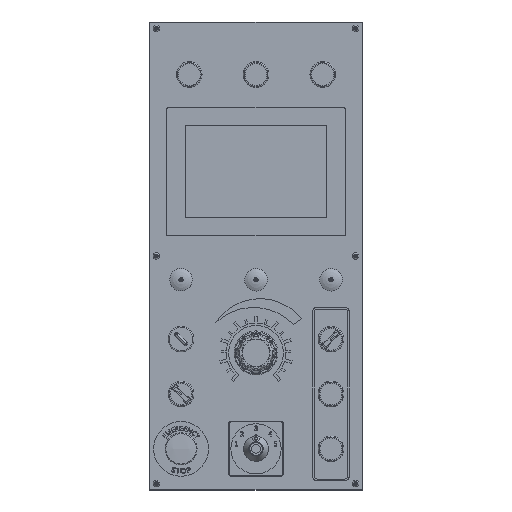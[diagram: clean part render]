
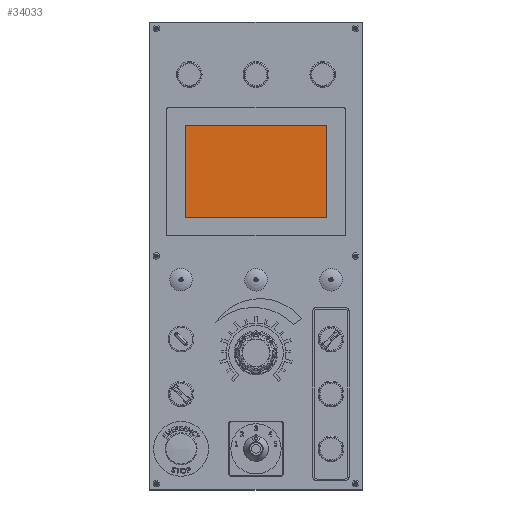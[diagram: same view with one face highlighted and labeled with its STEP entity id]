
A CAD part, top view. The second image highlights one B-rep face of the part: STEP entity #34033.
In plain terms, the highlighted planar face has unit normal (0, 0, 1).
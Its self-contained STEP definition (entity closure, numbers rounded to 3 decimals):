
#221 = CIRCLE ( 'NONE', #18426, 1. ) ;
#558 = ORIENTED_EDGE ( 'NONE', *, *, #26763, .F. ) ;
#634 = ORIENTED_EDGE ( 'NONE', *, *, #12657, .F. ) ;
#1287 = DIRECTION ( 'NONE',  ( -1., 0., 0. ) ) ;
#2192 = AXIS2_PLACEMENT_3D ( 'NONE', #20109, #29982, #13343 ) ;
#2243 = EDGE_CURVE ( 'NONE', #8742, #28733, #221, .T. ) ;
#3681 = DIRECTION ( 'NONE',  ( 1., 0., 0. ) ) ;
#4012 = CARTESIAN_POINT ( 'NONE',  ( -76.5, 302.25, 138. ) ) ;
#4355 = CARTESIAN_POINT ( 'NONE',  ( -77.5, 401.25, 138. ) ) ;
#5035 = CARTESIAN_POINT ( 'NONE',  ( 76.5, 401.25, 138. ) ) ;
#5677 = CARTESIAN_POINT ( 'NONE',  ( -76.5, 401.25, 138. ) ) ;
#5707 = DIRECTION ( 'NONE',  ( 0., 0., -1. ) ) ;
#6161 = AXIS2_PLACEMENT_3D ( 'NONE', #12492, #5707, #20501 ) ;
#6403 = CARTESIAN_POINT ( 'NONE',  ( -77.5, 303.25, 138. ) ) ;
#6512 = ORIENTED_EDGE ( 'NONE', *, *, #23714, .F. ) ;
#8742 = VERTEX_POINT ( 'NONE', #26883 ) ;
#8842 = CARTESIAN_POINT ( 'NONE',  ( 76.5, 402.25, 138. ) ) ;
#9684 = CARTESIAN_POINT ( 'NONE',  ( -76.5, 402.25, 138. ) ) ;
#9867 = ORIENTED_EDGE ( 'NONE', *, *, #11376, .F. ) ;
#10518 = EDGE_CURVE ( 'NONE', #36198, #8742, #21010, .T. ) ;
#10531 = EDGE_LOOP ( 'NONE', ( #25925, #9867, #18241, #24680, #6512, #634, #558, #30785 ) ) ;
#11376 = EDGE_CURVE ( 'NONE', #28733, #36160, #15436, .T. ) ;
#12492 = CARTESIAN_POINT ( 'NONE',  ( 76.5, 401.25, 138. ) ) ;
#12657 = EDGE_CURVE ( 'NONE', #25984, #20319, #30578, .T. ) ;
#13343 = DIRECTION ( 'NONE',  ( -1., 0., 0. ) ) ;
#13941 = VECTOR ( 'NONE', #31212, 1000. ) ;
#13986 = CARTESIAN_POINT ( 'NONE',  ( -76.5, 302.25, 138. ) ) ;
#15292 = CIRCLE ( 'NONE', #18590, 1. ) ;
#15308 = LINE ( 'NONE', #36860, #29325 ) ;
#15436 = LINE ( 'NONE', #36982, #22751 ) ;
#16806 = DIRECTION ( 'NONE',  ( 0., 0., -1. ) ) ;
#17441 = DIRECTION ( 'NONE',  ( -1., 0., 0. ) ) ;
#18241 = ORIENTED_EDGE ( 'NONE', *, *, #2243, .F. ) ;
#18365 = CARTESIAN_POINT ( 'NONE',  ( 77.5, 303.25, 138. ) ) ;
#18426 = AXIS2_PLACEMENT_3D ( 'NONE', #5677, #16806, #17441 ) ;
#18590 = AXIS2_PLACEMENT_3D ( 'NONE', #27637, #36275, #35645 ) ;
#19221 = DIRECTION ( 'NONE',  ( 0., 0., -1. ) ) ;
#19333 = CARTESIAN_POINT ( 'NONE',  ( 76.5, 302.25, 138. ) ) ;
#20109 = CARTESIAN_POINT ( 'NONE',  ( -76.5, 303.25, 138. ) ) ;
#20319 = VERTEX_POINT ( 'NONE', #13986 ) ;
#20501 = DIRECTION ( 'NONE',  ( -1., 0., 0. ) ) ;
#21010 = LINE ( 'NONE', #4355, #37260 ) ;
#21423 = CIRCLE ( 'NONE', #36302, 1. ) ;
#22364 = FACE_OUTER_BOUND ( 'NONE', #10531, .T. ) ;
#22751 = VECTOR ( 'NONE', #3681, 1000. ) ;
#23714 = EDGE_CURVE ( 'NONE', #20319, #36198, #26781, .T. ) ;
#24116 = EDGE_CURVE ( 'NONE', #37330, #31700, #15308, .T. ) ;
#24210 = PLANE ( 'NONE',  #6161 ) ;
#24680 = ORIENTED_EDGE ( 'NONE', *, *, #10518, .F. ) ;
#25925 = ORIENTED_EDGE ( 'NONE', *, *, #36024, .F. ) ;
#25959 = DIRECTION ( 'NONE',  ( 0., 1., 0. ) ) ;
#25984 = VERTEX_POINT ( 'NONE', #19333 ) ;
#26763 = EDGE_CURVE ( 'NONE', #31700, #25984, #15292, .T. ) ;
#26781 = CIRCLE ( 'NONE', #2192, 1. ) ;
#26883 = CARTESIAN_POINT ( 'NONE',  ( -77.5, 401.25, 138. ) ) ;
#27606 = DIRECTION ( 'NONE',  ( 0., -1., 0. ) ) ;
#27637 = CARTESIAN_POINT ( 'NONE',  ( 76.5, 303.25, 138. ) ) ;
#28065 = CARTESIAN_POINT ( 'NONE',  ( 77.5, 401.25, 138. ) ) ;
#28733 = VERTEX_POINT ( 'NONE', #9684 ) ;
#29325 = VECTOR ( 'NONE', #27606, 1000. ) ;
#29982 = DIRECTION ( 'NONE',  ( 0., 0., -1. ) ) ;
#30578 = LINE ( 'NONE', #4012, #13941 ) ;
#30785 = ORIENTED_EDGE ( 'NONE', *, *, #24116, .F. ) ;
#31212 = DIRECTION ( 'NONE',  ( -1., 0., 0. ) ) ;
#31700 = VERTEX_POINT ( 'NONE', #18365 ) ;
#34033 = ADVANCED_FACE ( 'NONE', ( #22364 ), #24210, .F. ) ;
#35645 = DIRECTION ( 'NONE',  ( -1., 0., 0. ) ) ;
#36024 = EDGE_CURVE ( 'NONE', #36160, #37330, #21423, .T. ) ;
#36160 = VERTEX_POINT ( 'NONE', #8842 ) ;
#36198 = VERTEX_POINT ( 'NONE', #6403 ) ;
#36275 = DIRECTION ( 'NONE',  ( 0., 0., -1. ) ) ;
#36302 = AXIS2_PLACEMENT_3D ( 'NONE', #5035, #19221, #1287 ) ;
#36860 = CARTESIAN_POINT ( 'NONE',  ( 77.5, 303.25, 138. ) ) ;
#36982 = CARTESIAN_POINT ( 'NONE',  ( 76.5, 402.25, 138. ) ) ;
#37260 = VECTOR ( 'NONE', #25959, 1000. ) ;
#37330 = VERTEX_POINT ( 'NONE', #28065 ) ;
